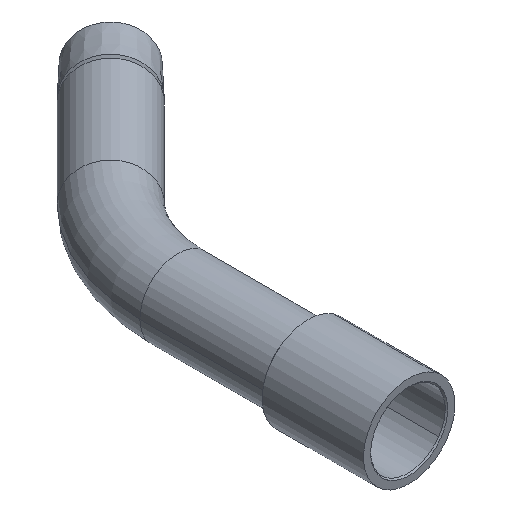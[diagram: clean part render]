
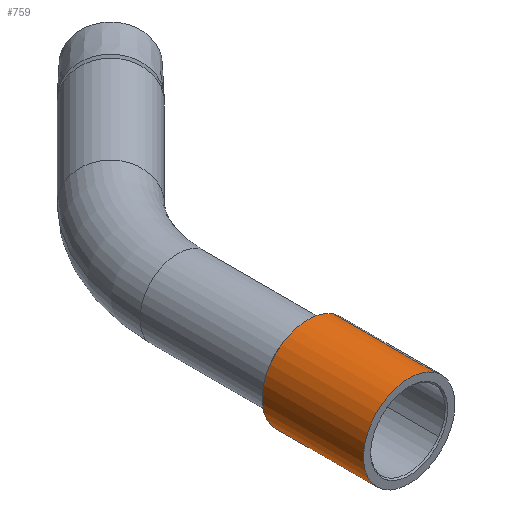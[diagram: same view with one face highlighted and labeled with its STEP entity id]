
A CAD part, isometric view. The second image highlights one B-rep face of the part: STEP entity #759.
In plain terms, the highlighted cylindrical face has radius 16.25 mm (diameter 32.5 mm), a partial arc.
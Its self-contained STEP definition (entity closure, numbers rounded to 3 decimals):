
#610 = VERTEX_POINT ( 'NONE', #1018 ) ;
#613 = VERTEX_POINT ( 'NONE', #1013 ) ;
#616 = EDGE_CURVE ( 'NONE', #640, #639, #1022, .T. ) ;
#639 = VERTEX_POINT ( 'NONE', #1066 ) ;
#640 = VERTEX_POINT ( 'NONE', #1067 ) ;
#668 = EDGE_CURVE ( 'NONE', #610, #613, #1140, .T. ) ;
#714 = EDGE_CURVE ( 'NONE', #640, #610, #1221, .T. ) ;
#731 = EDGE_LOOP ( 'NONE', ( #744, #740, #758, #752 ) ) ;
#740 = ORIENTED_EDGE ( 'NONE', *, *, #714, .T. ) ;
#744 = ORIENTED_EDGE ( 'NONE', *, *, #616, .F. ) ;
#746 = EDGE_CURVE ( 'NONE', #639, #613, #1253, .T. ) ;
#752 = ORIENTED_EDGE ( 'NONE', *, *, #746, .F. ) ;
#758 = ORIENTED_EDGE ( 'NONE', *, *, #668, .T. ) ;
#759 = ADVANCED_FACE ( 'NONE', ( #1280 ), #1276, .T. ) ;
#1013 = CARTESIAN_POINT ( 'NONE',  ( 16.25, 0., 0. ) ) ;
#1014 = CARTESIAN_POINT ( 'NONE',  ( -16.25, 0., 0. ) ) ;
#1016 = DIRECTION ( 'NONE',  ( 0., 0., 1. ) ) ;
#1017 = VECTOR ( 'NONE', #1016, 1000. ) ;
#1018 = CARTESIAN_POINT ( 'NONE',  ( 16.25, 0., -36. ) ) ;
#1022 = LINE ( 'NONE', #1014, #1017 ) ;
#1066 = CARTESIAN_POINT ( 'NONE',  ( -16.25, 0., 0. ) ) ;
#1067 = CARTESIAN_POINT ( 'NONE',  ( -16.25, 0., -36. ) ) ;
#1139 = DIRECTION ( 'NONE',  ( 0., 0., 1. ) ) ;
#1140 = LINE ( 'NONE', #1142, #1141 ) ;
#1141 = VECTOR ( 'NONE', #1139, 1000. ) ;
#1142 = CARTESIAN_POINT ( 'NONE',  ( 16.25, 0., 0. ) ) ;
#1221 = CIRCLE ( 'NONE', #1225, 16.25 ) ;
#1224 = CARTESIAN_POINT ( 'NONE',  ( 0., 0., -36. ) ) ;
#1225 = AXIS2_PLACEMENT_3D ( 'NONE', #1224, #1232, #1231 ) ;
#1231 = DIRECTION ( 'NONE',  ( 1., 0., 0. ) ) ;
#1232 = DIRECTION ( 'NONE',  ( 0., 0., 1. ) ) ;
#1253 = CIRCLE ( 'NONE', #1257, 16.25 ) ;
#1254 = DIRECTION ( 'NONE',  ( 1., 0., 0. ) ) ;
#1255 = DIRECTION ( 'NONE',  ( 0., 0., 1. ) ) ;
#1257 = AXIS2_PLACEMENT_3D ( 'NONE', #1258, #1255, #1254 ) ;
#1258 = CARTESIAN_POINT ( 'NONE',  ( 0., 0., 0. ) ) ;
#1272 = DIRECTION ( 'NONE',  ( 1., 0., 0. ) ) ;
#1276 = CYLINDRICAL_SURFACE ( 'NONE', #1282, 16.25 ) ;
#1280 = FACE_OUTER_BOUND ( 'NONE', #731, .T. ) ;
#1281 = CARTESIAN_POINT ( 'NONE',  ( 0., 0., 0. ) ) ;
#1282 = AXIS2_PLACEMENT_3D ( 'NONE', #1281, #1284, #1272 ) ;
#1284 = DIRECTION ( 'NONE',  ( 0., 0., 1. ) ) ;
